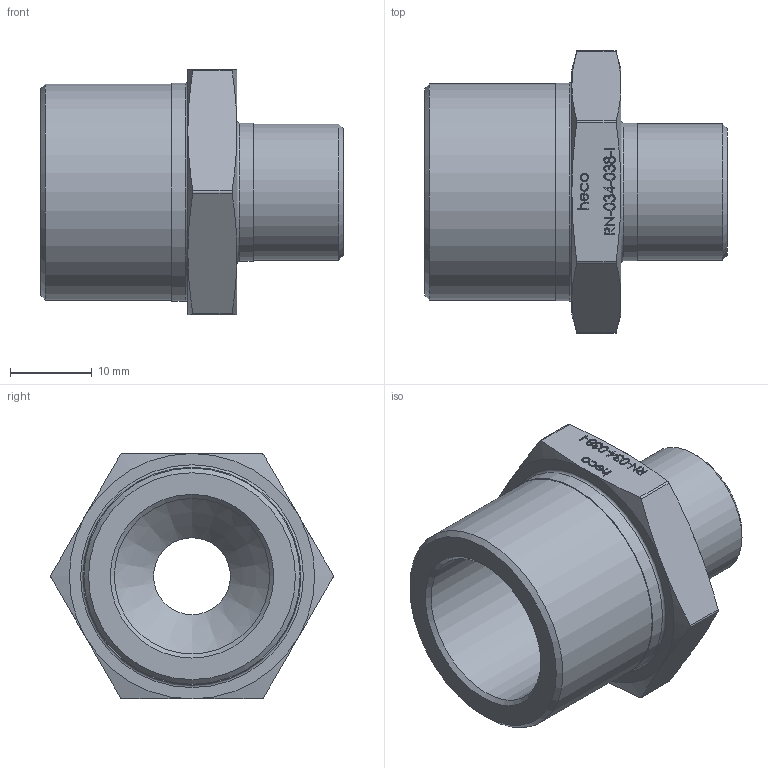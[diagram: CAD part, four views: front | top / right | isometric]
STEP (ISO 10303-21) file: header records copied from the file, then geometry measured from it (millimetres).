
FILE_DESCRIPTION (( 'STEP AP214' ), '1' );
FILE_NAME ('heco_RN-034-038-I.STEP', '2016-07-04T11:41:46', ( '' ), ( '' ), 'SwSTEP 2.0', 'SolidWorks 2011', '' );
FILE_SCHEMA (( 'AUTOMOTIVE_DESIGN' ));
Length unit declared in the file: millimetre
Products named in the file (1): heco_RN-034-038-I
Bounding box: 37 x 34.55 x 30.05 mm (x, y, z)
Volume: 10357.6 mm3; surface area: 5696.9 mm2
Topology: 1 solids, 1 shells, 239 faces, 609 edges, 400 vertices
Faces by surface type: plane 105, bspline 103, cone 17, cylinder 12, torus 2
Full cylindrical faces by diameter (mm): 9.4 x1, 16.662 x1, 16.862 x1, 19 x1, 26.441 x1, 26.641 x1
Entity records: 14849 total; most frequent: CARTESIAN_POINT 7795, ORIENTED_EDGE 1188, DIRECTION 656, EDGE_CURVE 594, VERTEX_POINT 398, LINE 322, VECTOR 322, EDGE_LOOP 282
